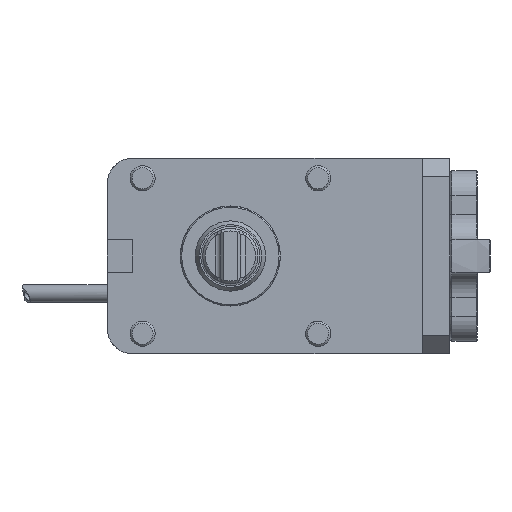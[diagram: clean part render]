
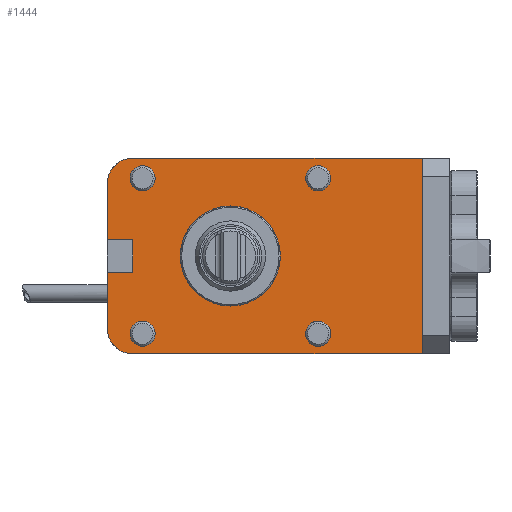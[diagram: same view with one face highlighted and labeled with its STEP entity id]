
A CAD part, front view. The second image highlights one B-rep face of the part: STEP entity #1444.
In plain terms, the highlighted planar face has unit normal (0, -1, 0).
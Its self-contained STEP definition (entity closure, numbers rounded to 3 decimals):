
#46 = VERTEX_POINT ( 'NONE', #22752 ) ;
#101 = EDGE_CURVE ( 'NONE', #21542, #4337, #7709, .T. ) ;
#184 = CARTESIAN_POINT ( 'NONE',  ( -35., 32., -26. ) ) ;
#227 = CARTESIAN_POINT ( 'NONE',  ( -39., 32., 6.5 ) ) ;
#269 = ORIENTED_EDGE ( 'NONE', *, *, #15439, .T. ) ;
#423 = LINE ( 'NONE', #13408, #14450 ) ;
#498 = VECTOR ( 'NONE', #19474, 1000. ) ;
#806 = EDGE_LOOP ( 'NONE', ( #13356 ) ) ;
#875 = EDGE_CURVE ( 'NONE', #17059, #17059, #7722, .T. ) ;
#1214 = EDGE_CURVE ( 'NONE', #17203, #14214, #16774, .T. ) ;
#1320 = CARTESIAN_POINT ( 'NONE',  ( 35., 32., 31. ) ) ;
#1363 = DIRECTION ( 'NONE',  ( 0., -1., 0. ) ) ;
#1430 = CARTESIAN_POINT ( 'NONE',  ( 35., 32., -31. ) ) ;
#1444 = ADVANCED_FACE ( 'Defeature completata1_257', ( #9014, #10966, #10485, #17979, #16363, #3046 ), #10595, .F. ) ;
#1498 = CARTESIAN_POINT ( 'NONE',  ( 35., 32., -26. ) ) ;
#1865 = CIRCLE ( 'NONE', #8180, 19.75 ) ;
#2084 = ORIENTED_EDGE ( 'NONE', *, *, #9731, .F. ) ;
#2375 = AXIS2_PLACEMENT_3D ( 'NONE', #1430, #10699, #18596 ) ;
#2498 = EDGE_LOOP ( 'NONE', ( #7650, #12762, #24243, #18749, #17650, #19008, #2854, #2084, #7611, #19211 ) ) ;
#2718 = VECTOR ( 'NONE', #13681, 1000. ) ;
#2748 = VERTEX_POINT ( 'NONE', #10299 ) ;
#2854 = ORIENTED_EDGE ( 'NONE', *, *, #17221, .F. ) ;
#3046 = FACE_BOUND ( 'NONE', #806, .T. ) ;
#3345 = CARTESIAN_POINT ( 'NONE',  ( 35., 32., 36. ) ) ;
#3479 = VERTEX_POINT ( 'NONE', #3345 ) ;
#3702 = CARTESIAN_POINT ( 'NONE',  ( -34.879, 32., 6.5 ) ) ;
#3773 = CARTESIAN_POINT ( 'NONE',  ( -35., 32., -31. ) ) ;
#3792 = CARTESIAN_POINT ( 'NONE',  ( -49., 32., 0. ) ) ;
#3990 = CARTESIAN_POINT ( 'NONE',  ( -49., 32., -6.5 ) ) ;
#4124 = EDGE_CURVE ( 'NONE', #46, #14322, #423, .T. ) ;
#4337 = VERTEX_POINT ( 'NONE', #12116 ) ;
#4541 = AXIS2_PLACEMENT_3D ( 'NONE', #10716, #21956, #18230 ) ;
#4871 = VECTOR ( 'NONE', #16800, 1000. ) ;
#5478 = EDGE_CURVE ( 'NONE', #4337, #46, #24275, .T. ) ;
#5505 = CARTESIAN_POINT ( 'NONE',  ( 76.5, 32., 0. ) ) ;
#5513 = AXIS2_PLACEMENT_3D ( 'NONE', #14821, #24357, #18659 ) ;
#5789 = DIRECTION ( 'NONE',  ( 0., 0., 1. ) ) ;
#6288 = CARTESIAN_POINT ( 'NONE',  ( -76.634, 32., -6.5 ) ) ;
#6435 = CIRCLE ( 'NONE', #9982, 5. ) ;
#7135 = CARTESIAN_POINT ( 'NONE',  ( -39., 32., -6.5 ) ) ;
#7385 = DIRECTION ( 'NONE',  ( 0., 1., 0. ) ) ;
#7611 = ORIENTED_EDGE ( 'NONE', *, *, #12727, .T. ) ;
#7650 = ORIENTED_EDGE ( 'NONE', *, *, #5478, .F. ) ;
#7709 = LINE ( 'NONE', #11393, #4871 ) ;
#7722 = CIRCLE ( 'NONE', #22688, 5. ) ;
#8180 = AXIS2_PLACEMENT_3D ( 'NONE', #12255, #1363, #14436 ) ;
#9014 = FACE_OUTER_BOUND ( 'NONE', #2498, .T. ) ;
#9169 = CARTESIAN_POINT ( 'NONE',  ( -39., 32., 39. ) ) ;
#9270 = DIRECTION ( 'NONE',  ( 0., 1., 0. ) ) ;
#9649 = CARTESIAN_POINT ( 'NONE',  ( -39., 32., -29. ) ) ;
#9659 = DIRECTION ( 'NONE',  ( -1., 0., 0. ) ) ;
#9731 = EDGE_CURVE ( 'NONE', #18934, #18392, #23746, .T. ) ;
#9982 = AXIS2_PLACEMENT_3D ( 'NONE', #14443, #16020, #12368 ) ;
#10166 = ORIENTED_EDGE ( 'NONE', *, *, #875, .T. ) ;
#10192 = AXIS2_PLACEMENT_3D ( 'NONE', #1320, #9270, #18364 ) ;
#10299 = CARTESIAN_POINT ( 'NONE',  ( -35., 32., 36. ) ) ;
#10319 = EDGE_CURVE ( 'NONE', #2748, #2748, #6435, .T. ) ;
#10485 = FACE_BOUND ( 'NONE', #15836, .T. ) ;
#10595 = PLANE ( 'NONE',  #4541 ) ;
#10699 = DIRECTION ( 'NONE',  ( 0., 1., 0. ) ) ;
#10716 = CARTESIAN_POINT ( 'NONE',  ( 0., 32., 0. ) ) ;
#10966 = FACE_BOUND ( 'NONE', #12547, .T. ) ;
#11179 = CARTESIAN_POINT ( 'NONE',  ( -39., 32., -39. ) ) ;
#11312 = DIRECTION ( 'NONE',  ( 0., 0., 1. ) ) ;
#11393 = CARTESIAN_POINT ( 'NONE',  ( 0., 32., 39. ) ) ;
#11723 = ORIENTED_EDGE ( 'NONE', *, *, #19239, .T. ) ;
#11948 = CARTESIAN_POINT ( 'NONE',  ( -39., 32., -234.457 ) ) ;
#12116 = CARTESIAN_POINT ( 'NONE',  ( 76.5, 32., 39. ) ) ;
#12255 = CARTESIAN_POINT ( 'NONE',  ( 0., 32., 0. ) ) ;
#12368 = DIRECTION ( 'NONE',  ( 0., 0., 1. ) ) ;
#12451 = VECTOR ( 'NONE', #5789, 1000. ) ;
#12547 = EDGE_LOOP ( 'NONE', ( #10166 ) ) ;
#12727 = EDGE_CURVE ( 'NONE', #18934, #14322, #13240, .T. ) ;
#12762 = ORIENTED_EDGE ( 'NONE', *, *, #101, .F. ) ;
#12872 = VERTEX_POINT ( 'NONE', #1498 ) ;
#13002 = CIRCLE ( 'NONE', #5513, 10. ) ;
#13240 = CIRCLE ( 'NONE', #19908, 10. ) ;
#13356 = ORIENTED_EDGE ( 'NONE', *, *, #16327, .F. ) ;
#13408 = CARTESIAN_POINT ( 'NONE',  ( 0., 32., -39. ) ) ;
#13570 = DIRECTION ( 'NONE',  ( 0., -1., 0. ) ) ;
#13681 = DIRECTION ( 'NONE',  ( 1., 0., 0. ) ) ;
#14214 = VERTEX_POINT ( 'NONE', #21924 ) ;
#14322 = VERTEX_POINT ( 'NONE', #11179 ) ;
#14338 = VERTEX_POINT ( 'NONE', #7135 ) ;
#14436 = DIRECTION ( 'NONE',  ( 0., 0., -1. ) ) ;
#14443 = CARTESIAN_POINT ( 'NONE',  ( -35., 32., 31. ) ) ;
#14450 = VECTOR ( 'NONE', #18960, 1000. ) ;
#14821 = CARTESIAN_POINT ( 'NONE',  ( -39., 32., 29. ) ) ;
#14959 = EDGE_LOOP ( 'NONE', ( #19005 ) ) ;
#14994 = VECTOR ( 'NONE', #23360, 1000. ) ;
#15439 = EDGE_CURVE ( 'NONE', #3479, #3479, #16454, .T. ) ;
#15836 = EDGE_LOOP ( 'NONE', ( #269 ) ) ;
#15943 = CARTESIAN_POINT ( 'NONE',  ( -49., 32., 29. ) ) ;
#16020 = DIRECTION ( 'NONE',  ( 0., 1., 0. ) ) ;
#16327 = EDGE_CURVE ( 'NONE', #24112, #24112, #1865, .T. ) ;
#16363 = FACE_BOUND ( 'NONE', #14959, .T. ) ;
#16454 = CIRCLE ( 'NONE', #10192, 5. ) ;
#16774 = LINE ( 'NONE', #3702, #20743 ) ;
#16800 = DIRECTION ( 'NONE',  ( 1., 0., 0. ) ) ;
#17059 = VERTEX_POINT ( 'NONE', #184 ) ;
#17179 = DIRECTION ( 'NONE',  ( 0., 0., -1. ) ) ;
#17203 = VERTEX_POINT ( 'NONE', #227 ) ;
#17221 = EDGE_CURVE ( 'NONE', #18392, #14338, #19469, .T. ) ;
#17594 = EDGE_LOOP ( 'NONE', ( #11723 ) ) ;
#17650 = ORIENTED_EDGE ( 'NONE', *, *, #1214, .F. ) ;
#17919 = CARTESIAN_POINT ( 'NONE',  ( -49., 32., 0. ) ) ;
#17979 = FACE_BOUND ( 'NONE', #17594, .T. ) ;
#18081 = VECTOR ( 'NONE', #17179, 1000. ) ;
#18230 = DIRECTION ( 'NONE',  ( 0., 0., 1. ) ) ;
#18364 = DIRECTION ( 'NONE',  ( 0., 0., 1. ) ) ;
#18392 = VERTEX_POINT ( 'NONE', #3990 ) ;
#18418 = CARTESIAN_POINT ( 'NONE',  ( 0., 32., -19.75 ) ) ;
#18596 = DIRECTION ( 'NONE',  ( 0., 0., 1. ) ) ;
#18659 = DIRECTION ( 'NONE',  ( 0., 0., 1. ) ) ;
#18743 = EDGE_CURVE ( 'NONE', #21542, #23438, #13002, .T. ) ;
#18749 = ORIENTED_EDGE ( 'NONE', *, *, #23999, .F. ) ;
#18934 = VERTEX_POINT ( 'NONE', #21744 ) ;
#18960 = DIRECTION ( 'NONE',  ( -1., 0., 0. ) ) ;
#19005 = ORIENTED_EDGE ( 'NONE', *, *, #10319, .T. ) ;
#19008 = ORIENTED_EDGE ( 'NONE', *, *, #20868, .F. ) ;
#19211 = ORIENTED_EDGE ( 'NONE', *, *, #4124, .F. ) ;
#19239 = EDGE_CURVE ( 'NONE', #12872, #12872, #22115, .T. ) ;
#19245 = DIRECTION ( 'NONE',  ( 0., 0., 1. ) ) ;
#19469 = LINE ( 'NONE', #6288, #2718 ) ;
#19474 = DIRECTION ( 'NONE',  ( 0., 0., 1. ) ) ;
#19908 = AXIS2_PLACEMENT_3D ( 'NONE', #9649, #13570, #19245 ) ;
#20729 = LINE ( 'NONE', #3792, #12451 ) ;
#20743 = VECTOR ( 'NONE', #9659, 1000. ) ;
#20868 = EDGE_CURVE ( 'NONE', #14338, #17203, #21346, .T. ) ;
#21346 = LINE ( 'NONE', #11948, #498 ) ;
#21542 = VERTEX_POINT ( 'NONE', #9169 ) ;
#21744 = CARTESIAN_POINT ( 'NONE',  ( -49., 32., -29. ) ) ;
#21924 = CARTESIAN_POINT ( 'NONE',  ( -49., 32., 6.5 ) ) ;
#21956 = DIRECTION ( 'NONE',  ( 0., 1., 0. ) ) ;
#22115 = CIRCLE ( 'NONE', #2375, 5. ) ;
#22688 = AXIS2_PLACEMENT_3D ( 'NONE', #3773, #7385, #11312 ) ;
#22752 = CARTESIAN_POINT ( 'NONE',  ( 76.5, 32., -39. ) ) ;
#23360 = DIRECTION ( 'NONE',  ( 0., 0., 1. ) ) ;
#23438 = VERTEX_POINT ( 'NONE', #15943 ) ;
#23746 = LINE ( 'NONE', #17919, #14994 ) ;
#23999 = EDGE_CURVE ( 'NONE', #14214, #23438, #20729, .T. ) ;
#24112 = VERTEX_POINT ( 'NONE', #18418 ) ;
#24243 = ORIENTED_EDGE ( 'NONE', *, *, #18743, .T. ) ;
#24275 = LINE ( 'NONE', #5505, #18081 ) ;
#24357 = DIRECTION ( 'NONE',  ( 0., -1., 0. ) ) ;
